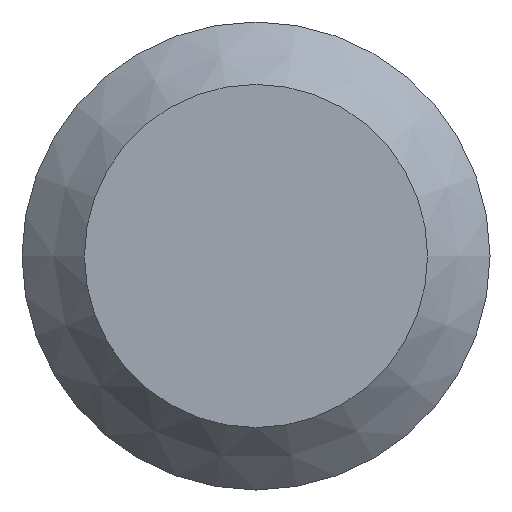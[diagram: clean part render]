
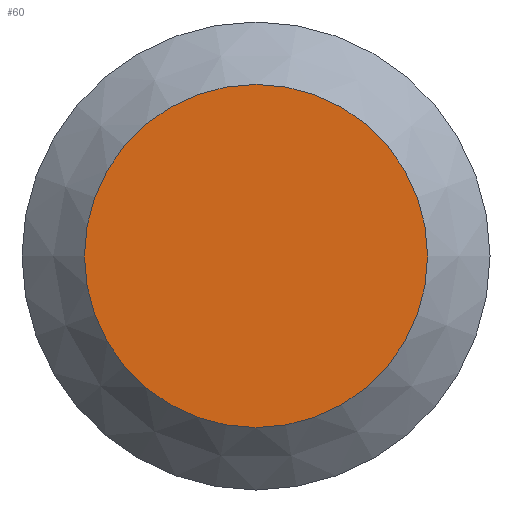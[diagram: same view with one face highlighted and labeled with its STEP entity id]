
A CAD part, front view. The second image highlights one B-rep face of the part: STEP entity #60.
In plain terms, the highlighted planar face has unit normal (0, -1, 0).
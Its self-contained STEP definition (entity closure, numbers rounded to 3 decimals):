
#16=PLANE('',#77);
#25=FACE_OUTER_BOUND('',#33,.T.);
#33=EDGE_LOOP('',(#53));
#37=CIRCLE('',#76,1.1);
#41=VERTEX_POINT('',#109);
#45=EDGE_CURVE('',#41,#41,#37,.T.);
#53=ORIENTED_EDGE('',*,*,#45,.F.);
#60=ADVANCED_FACE('',(#25),#16,.F.);
#76=AXIS2_PLACEMENT_3D('',#110,#94,#95);
#77=AXIS2_PLACEMENT_3D('',#111,#96,#97);
#94=DIRECTION('center_axis',(0.,1.,0.));
#95=DIRECTION('ref_axis',(1.,0.,0.));
#96=DIRECTION('center_axis',(0.,1.,0.));
#97=DIRECTION('ref_axis',(0.,0.,1.));
#109=CARTESIAN_POINT('',(-1.1,0.,0.));
#110=CARTESIAN_POINT('Origin',(0.,0.,0.));
#111=CARTESIAN_POINT('Origin',(0.,0.,0.));
